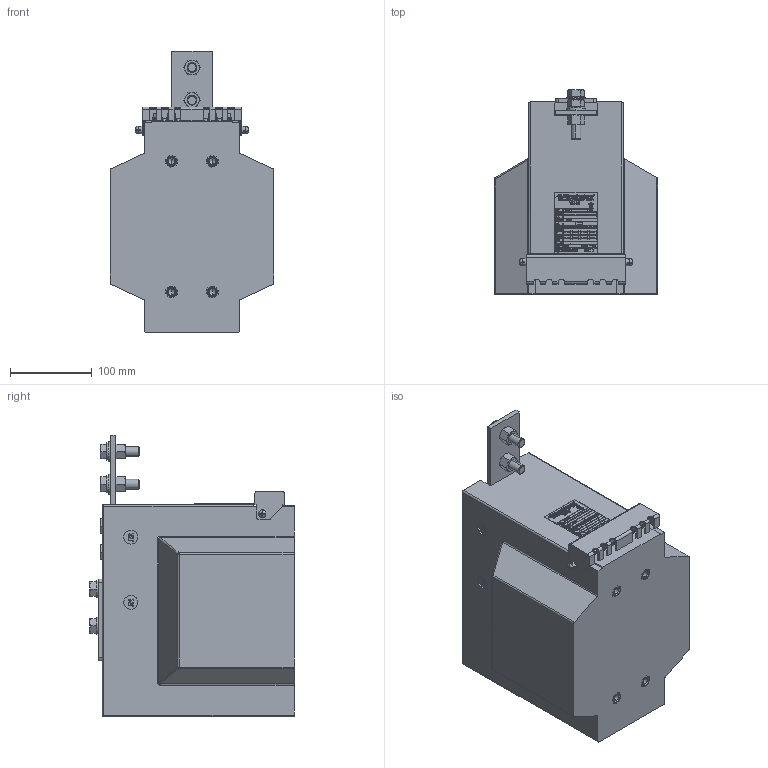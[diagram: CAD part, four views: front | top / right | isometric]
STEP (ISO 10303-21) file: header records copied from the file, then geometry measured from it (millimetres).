
FILE_DESCRIPTION (( 'STEP AP214' ), '1' );
FILE_NAME ('ﾒﾋﾊ-ﾑﾒ-10-ﾒﾋﾌ1.1.STEP', '2023-09-15T05:23:53', ( '' ), ( '' ), 'SwSTEP 2.0', 'SolidWorks 2014', '' );
FILE_SCHEMA (( 'AUTOMOTIVE_DESIGN' ));
Length unit declared in the file: millimetre
Products named in the file (18): hex screw gradec_din_ISO 4018 - M12 x 25-NN; plain washer hardened grade a_din_Washer DIN 125 - A 6.4 - 300HV; curved spring lock washer_din_Spring washer DIN 128 - A6; hex screw gradec_din_ISO 4018 - M6 x 12-NN; ÂÅÈÓ.758472.005 Ãàéêà ñïåöèàëüíàÿ Ì10; 屡扔.758472.007 绵殛郷-01; 屡扔.757465.005 袜觐礤黜桕_-00; íàêîíå÷êèê-òëì; Êîðïóñ ÒËÌ-10-1 5-600À_5-800€; ÂÅÈÓ.757465.025 Íàêîíå÷íèê äëÿ ÒËÌ1.1; ÂÅÈÓ.754312.182À Òàáëè÷êà òåõíè÷åñêèõ äàííûõ ÒËÊ-ÑÒ__-00; ﾒﾋﾊ-ﾑﾒ-10-ﾒﾋﾌ1.1; hex nut gradec_din_Hexagon Nut ISO 4034 - M12 - N; hex screw gradec_din_ISO 4018 - M12 x 40-NN; 屡扔.758181.002 妈眚 镫铎徼痤忸黜; ÂÅÈÓ.735314.006-01 Êðûøêà çàùèòíàÿ; plain washer hardened grade a_din_Washer DIN 125 - A 13 - 300HV; curved spring lock washer_din_Spring washer DIN 128 - A12
Assembly tree (56 placements, depth 2):
  ﾒﾋﾊ-ﾑﾒ-10-ﾒﾋﾌ1.1
    Êîðïóñ ÒËÌ-10-1 5-600À_5-800€
    íàêîíå÷êèê-òëì
    屡扔.757465.005 袜觐礤黜桕_-00
    屡扔.758472.007 绵殛郷-01  x6
    ÂÅÈÓ.758472.005 Ãàéêà ñïåöèàëüíàÿ Ì10  x4
    hex screw gradec_din_ISO 4018 - M6 x 12-NN  x6
    curved spring lock washer_din_Spring washer DIN 128 - A6  x6
    plain washer hardened grade a_din_Washer DIN 125 - A 6.4 - 300HV  x6
    hex screw gradec_din_ISO 4018 - M12 x 25-NN  x4
    curved spring lock washer_din_Spring washer DIN 128 - A12  x6
    plain washer hardened grade a_din_Washer DIN 125 - A 13 - 300HV  x6
    ÂÅÈÓ.735314.006-01 Êðûøêà çàùèòíàÿ
    屡扔.758181.002 妈眚 镫铎徼痤忸黜  x2
    hex screw gradec_din_ISO 4018 - M12 x 40-NN  x2
    hex nut gradec_din_Hexagon Nut ISO 4034 - M12 - N  x2
    ÂÅÈÓ.754312.182À Òàáëè÷êà òåõíè÷åñêèõ äàííûõ ÒËÊ-ÑÒ__-00
    ÂÅÈÓ.757465.025 Íàêîíå÷íèê äëÿ ÒËÌ1.1
Bounding box: 200 x 250.11 x 344.8 mm (x, y, z)
Volume: 9363534 mm3; surface area: 412631.1 mm2
Topology: 56 solids, 56 shells, 4063 faces, 10453 edges, 6807 vertices
Faces by surface type: plane 2355, bspline 970, cylinder 375, cone 314, torus 40, sphere 9
Entity records: 186055 total; most frequent: CARTESIAN_POINT 77373, ORIENTED_EDGE 18158, DIRECTION 12521, EDGE_CURVE 9079, LINE 6451, VECTOR 6451, VERTEX_POINT 6001, EDGE_LOOP 3804
